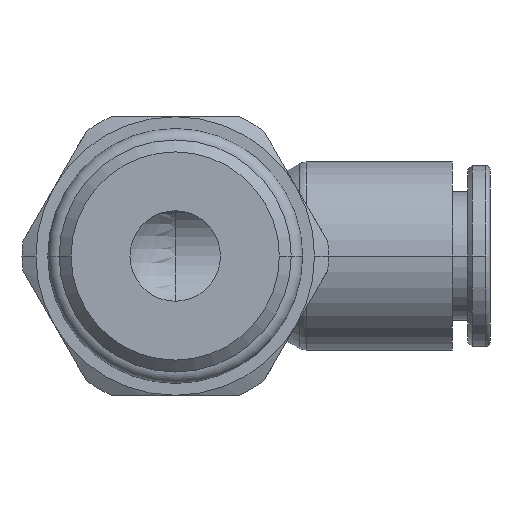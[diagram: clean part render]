
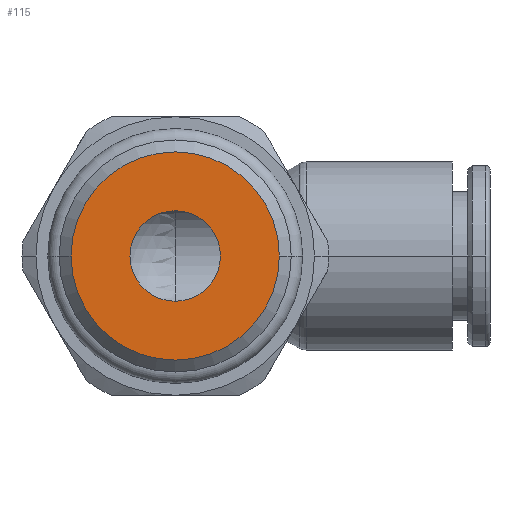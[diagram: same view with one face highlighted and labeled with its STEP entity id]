
A CAD part, front view. The second image highlights one B-rep face of the part: STEP entity #115.
In plain terms, the highlighted planar face has unit normal (0, -1, 0).
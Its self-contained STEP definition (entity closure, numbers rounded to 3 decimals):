
#115=ADVANCED_FACE('',(#306,#307),#308,.T.);
#306=FACE_BOUND('',#552,.T.);
#307=FACE_OUTER_BOUND('',#553,.T.);
#308=PLANE('',#554);
#552=EDGE_LOOP('',(#1203,#1204));
#553=EDGE_LOOP('',(#1205,#1206));
#554=AXIS2_PLACEMENT_3D('',#1207,#1208,#1209);
#1203=ORIENTED_EDGE('',*,*,#1707,.T.);
#1204=ORIENTED_EDGE('',*,*,#1799,.T.);
#1205=ORIENTED_EDGE('',*,*,#1698,.F.);
#1206=ORIENTED_EDGE('',*,*,#1802,.F.);
#1207=CARTESIAN_POINT('',(-3.738,-5.5,0.0));
#1208=DIRECTION('',(0.,-1.0,0.0));
#1209=DIRECTION('',(1.0,0.,0.0));
#1698=EDGE_CURVE('',#2080,#2082,#2083,.T.);
#1707=EDGE_CURVE('',#2094,#2098,#2100,.T.);
#1799=EDGE_CURVE('',#2098,#2094,#2247,.T.);
#1802=EDGE_CURVE('',#2082,#2080,#2250,.T.);
#2080=VERTEX_POINT('',#2749);
#2082=VERTEX_POINT('',#2752);
#2083=CIRCLE('',#2753,7.475);
#2094=VERTEX_POINT('',#2767);
#2098=VERTEX_POINT('',#2772);
#2100=CIRCLE('',#2775,3.25);
#2247=CIRCLE('',#3203,3.25);
#2250=CIRCLE('',#3206,7.475);
#2749=CARTESIAN_POINT('',(-7.475,-5.5,0.0));
#2752=CARTESIAN_POINT('',(7.475,-5.5,0.));
#2753=AXIS2_PLACEMENT_3D('',#3779,#3780,#3781);
#2767=CARTESIAN_POINT('',(3.25,-5.5,0.0));
#2772=CARTESIAN_POINT('',(-3.25,-5.5,0.));
#2775=AXIS2_PLACEMENT_3D('',#3796,#3797,#3798);
#3203=AXIS2_PLACEMENT_3D('',#3952,#3953,#3954);
#3206=AXIS2_PLACEMENT_3D('',#3961,#3962,#3963);
#3779=CARTESIAN_POINT('',(0.0,-5.5,0.0));
#3780=DIRECTION('',(0.0,1.0,0.0));
#3781=DIRECTION('',(-1.0,0.0,0.0));
#3796=CARTESIAN_POINT('',(0.0,-5.5,0.0));
#3797=DIRECTION('',(0.,1.0,0.0));
#3798=DIRECTION('',(1.0,0.,0.0));
#3952=CARTESIAN_POINT('',(0.0,-5.5,0.0));
#3953=DIRECTION('',(0.,1.0,0.0));
#3954=DIRECTION('',(1.0,0.,0.0));
#3961=CARTESIAN_POINT('',(0.0,-5.5,0.0));
#3962=DIRECTION('',(0.0,1.0,0.0));
#3963=DIRECTION('',(-1.0,0.0,0.0));
